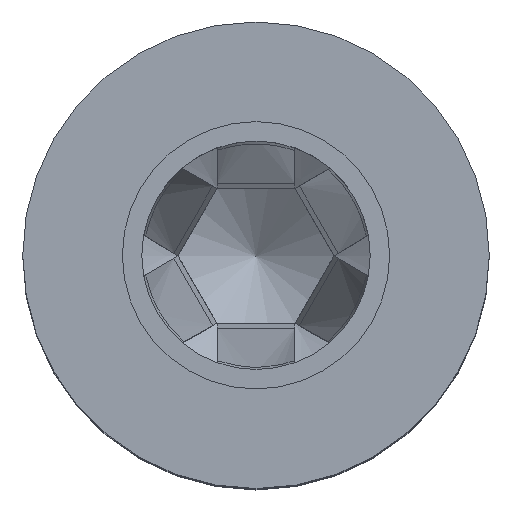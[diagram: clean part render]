
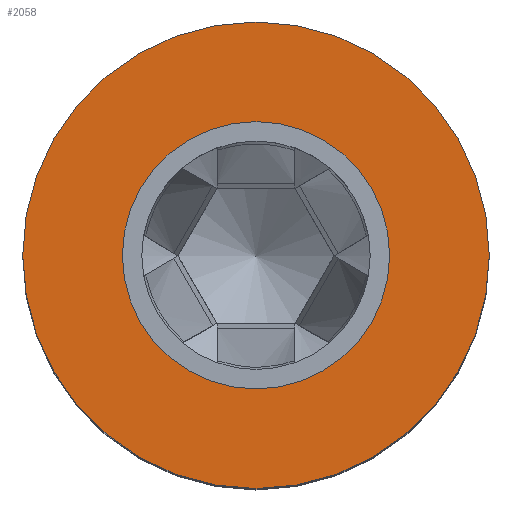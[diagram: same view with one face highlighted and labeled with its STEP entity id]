
A CAD part, top view. The second image highlights one B-rep face of the part: STEP entity #2058.
In plain terms, the highlighted planar face has unit normal (0, 0, 1).
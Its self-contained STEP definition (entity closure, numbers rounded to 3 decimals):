
#67=FACE_BOUND('',#468,.T.);
#139=PLANE('',#2234);
#186=CIRCLE('',#2221,1.375);
#192=CIRCLE('',#2233,2.4);
#337=FACE_OUTER_BOUND('',#467,.T.);
#467=EDGE_LOOP('',(#1921));
#468=EDGE_LOOP('',(#1922));
#1042=VERTEX_POINT('',#4350);
#1048=VERTEX_POINT('',#4371);
#1330=EDGE_CURVE('',#1042,#1042,#186,.T.);
#1339=EDGE_CURVE('',#1048,#1048,#192,.T.);
#1921=ORIENTED_EDGE('',*,*,#1339,.T.);
#1922=ORIENTED_EDGE('',*,*,#1330,.T.);
#2058=ADVANCED_FACE('',(#337,#67),#139,.T.);
#2221=AXIS2_PLACEMENT_3D('',#4351,#2705,#2706);
#2233=AXIS2_PLACEMENT_3D('',#4372,#2732,#2733);
#2234=AXIS2_PLACEMENT_3D('',#4374,#2735,#2736);
#2705=DIRECTION('center_axis',(0.,0.,-1.));
#2706=DIRECTION('ref_axis',(1.,0.,0.));
#2732=DIRECTION('center_axis',(0.,0.,1.));
#2733=DIRECTION('ref_axis',(1.,0.,0.));
#2735=DIRECTION('center_axis',(0.,0.,1.));
#2736=DIRECTION('ref_axis',(1.,0.,0.));
#4350=CARTESIAN_POINT('',(-1.375,0.,8.4));
#4351=CARTESIAN_POINT('Origin',(0.,0.,8.4));
#4371=CARTESIAN_POINT('',(-2.4,0.,8.4));
#4372=CARTESIAN_POINT('Origin',(0.,0.,8.4));
#4374=CARTESIAN_POINT('Origin',(0.,0.,8.4));
